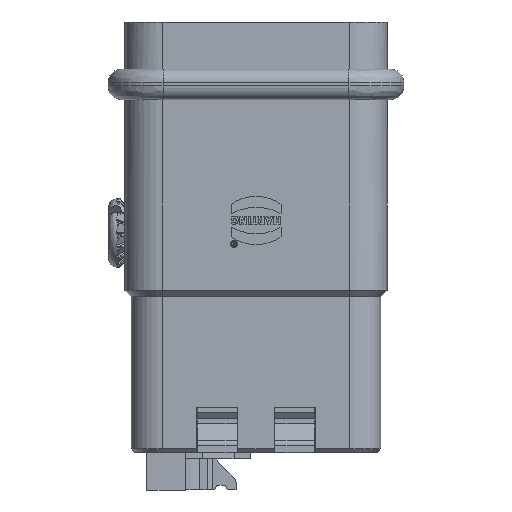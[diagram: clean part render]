
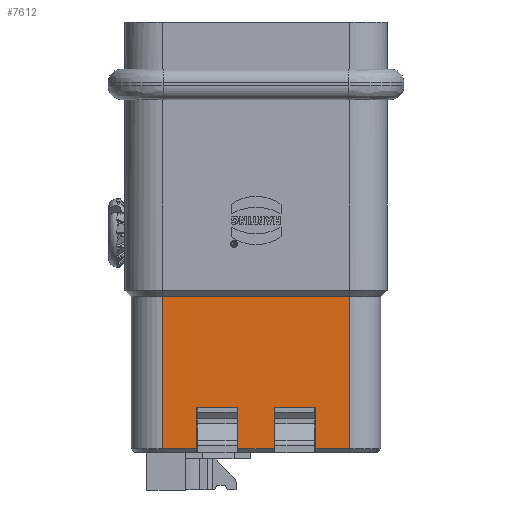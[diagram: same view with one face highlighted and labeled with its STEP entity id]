
A CAD part, front view. The second image highlights one B-rep face of the part: STEP entity #7612.
In plain terms, the highlighted planar face has unit normal (0, -1, 0).
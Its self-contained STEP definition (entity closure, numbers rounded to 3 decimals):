
#6879=PLANE('',#32526);
#7612=ADVANCED_FACE('',(#8877),#6879,.F.);
#8877=FACE_OUTER_BOUND('',#9831,.T.);
#9831=EDGE_LOOP('',(#12058,#12059,#12060,#12061,#12062,#12063,#12064,#12065,
#12066,#12067,#12068,#12069));
#12058=ORIENTED_EDGE('',*,*,#19321,.T.);
#12059=ORIENTED_EDGE('',*,*,#19322,.T.);
#12060=ORIENTED_EDGE('',*,*,#19323,.T.);
#12061=ORIENTED_EDGE('',*,*,#19324,.F.);
#12062=ORIENTED_EDGE('',*,*,#19320,.F.);
#12063=ORIENTED_EDGE('',*,*,#19325,.F.);
#12064=ORIENTED_EDGE('',*,*,#19308,.F.);
#12065=ORIENTED_EDGE('',*,*,#19326,.F.);
#12066=ORIENTED_EDGE('',*,*,#19327,.T.);
#12067=ORIENTED_EDGE('',*,*,#19302,.T.);
#12068=ORIENTED_EDGE('',*,*,#19328,.T.);
#12069=ORIENTED_EDGE('',*,*,#19329,.F.);
#17236=VERTEX_POINT('',#43780);
#17237=VERTEX_POINT('',#43782);
#17242=VERTEX_POINT('',#43795);
#17243=VERTEX_POINT('',#43797);
#17251=VERTEX_POINT('',#43818);
#17252=VERTEX_POINT('',#43820);
#17253=VERTEX_POINT('',#43824);
#17254=VERTEX_POINT('',#43825);
#17255=VERTEX_POINT('',#43827);
#17256=VERTEX_POINT('',#43829);
#17257=VERTEX_POINT('',#43833);
#17258=VERTEX_POINT('',#43836);
#19302=EDGE_CURVE('',#17236,#17237,#25838,.T.);
#19308=EDGE_CURVE('',#17242,#17243,#25843,.T.);
#19320=EDGE_CURVE('',#17252,#17251,#25850,.T.);
#19321=EDGE_CURVE('',#17253,#17254,#25851,.T.);
#19322=EDGE_CURVE('',#17254,#17255,#25852,.T.);
#19323=EDGE_CURVE('',#17255,#17256,#25853,.T.);
#19324=EDGE_CURVE('',#17251,#17256,#25854,.T.);
#19325=EDGE_CURVE('',#17243,#17252,#25855,.T.);
#19326=EDGE_CURVE('',#17257,#17242,#25856,.T.);
#19327=EDGE_CURVE('',#17257,#17236,#25857,.T.);
#19328=EDGE_CURVE('',#17237,#17258,#25858,.T.);
#19329=EDGE_CURVE('',#17253,#17258,#25859,.T.);
#25838=LINE('',#43783,#28051);
#25843=LINE('',#43796,#28056);
#25850=LINE('',#43821,#28063);
#25851=LINE('',#43823,#28064);
#25852=LINE('',#43826,#28065);
#25853=LINE('',#43828,#28066);
#25854=LINE('',#43830,#28067);
#25855=LINE('',#43831,#28068);
#25856=LINE('',#43832,#28069);
#25857=LINE('',#43834,#28070);
#25858=LINE('',#43835,#28071);
#25859=LINE('',#43837,#28072);
#28051=VECTOR('',#35359,1.);
#28056=VECTOR('',#35370,1.);
#28063=VECTOR('',#35393,1.);
#28064=VECTOR('',#35396,1.);
#28065=VECTOR('',#35397,1.);
#28066=VECTOR('',#35398,1.);
#28067=VECTOR('',#35399,1.);
#28068=VECTOR('',#35400,1.);
#28069=VECTOR('',#35401,1.);
#28070=VECTOR('',#35402,1.);
#28071=VECTOR('',#35403,1.);
#28072=VECTOR('',#35404,1.);
#32526=AXIS2_PLACEMENT_3D('',#43838,#35405,#35406);
#35359=DIRECTION('',(1.,0.,0.));
#35370=DIRECTION('',(0.,0.,1.));
#35393=DIRECTION('',(0.,0.,-1.));
#35396=DIRECTION('',(0.,0.,1.));
#35397=DIRECTION('',(1.,0.,0.));
#35398=DIRECTION('',(0.,0.,-1.));
#35399=DIRECTION('',(-1.,0.,0.));
#35400=DIRECTION('',(1.,0.,0.));
#35401=DIRECTION('',(-1.,0.,0.));
#35402=DIRECTION('',(0.,0.,1.));
#35403=DIRECTION('',(0.,0.,-1.));
#35404=DIRECTION('',(-1.,0.,0.));
#35405=DIRECTION('',(0.,1.,0.));
#35406=DIRECTION('',(-1.,0.,0.));
#43780=CARTESIAN_POINT('',(-4.75,-9.977,-14.));
#43782=CARTESIAN_POINT('',(-1.45,-9.977,-14.));
#43783=CARTESIAN_POINT('',(-4.75,-9.977,-14.));
#43795=CARTESIAN_POINT('',(-7.5,-9.977,-17.3));
#43796=CARTESIAN_POINT('',(-7.5,-9.977,-17.3));
#43797=CARTESIAN_POINT('',(-7.5,-9.977,-5.1));
#43818=CARTESIAN_POINT('',(7.5,-9.977,-17.3));
#43820=CARTESIAN_POINT('',(7.5,-9.977,-5.1));
#43821=CARTESIAN_POINT('',(7.5,-9.977,-5.1));
#43823=CARTESIAN_POINT('',(1.45,-9.977,-17.3));
#43824=CARTESIAN_POINT('',(1.45,-9.977,-17.3));
#43825=CARTESIAN_POINT('',(1.45,-9.977,-14.));
#43826=CARTESIAN_POINT('',(1.45,-9.977,-14.));
#43827=CARTESIAN_POINT('',(4.75,-9.977,-14.));
#43828=CARTESIAN_POINT('',(4.75,-9.977,-14.));
#43829=CARTESIAN_POINT('',(4.75,-9.977,-17.3));
#43830=CARTESIAN_POINT('',(7.5,-9.977,-17.3));
#43831=CARTESIAN_POINT('',(-7.5,-9.977,-5.1));
#43832=CARTESIAN_POINT('',(-4.75,-9.977,-17.3));
#43833=CARTESIAN_POINT('',(-4.75,-9.977,-17.3));
#43834=CARTESIAN_POINT('',(-4.75,-9.977,-17.3));
#43835=CARTESIAN_POINT('',(-1.45,-9.977,-14.));
#43836=CARTESIAN_POINT('',(-1.45,-9.977,-17.3));
#43837=CARTESIAN_POINT('',(1.45,-9.977,-17.3));
#43838=CARTESIAN_POINT('',(7.6,-9.977,-17.7));
